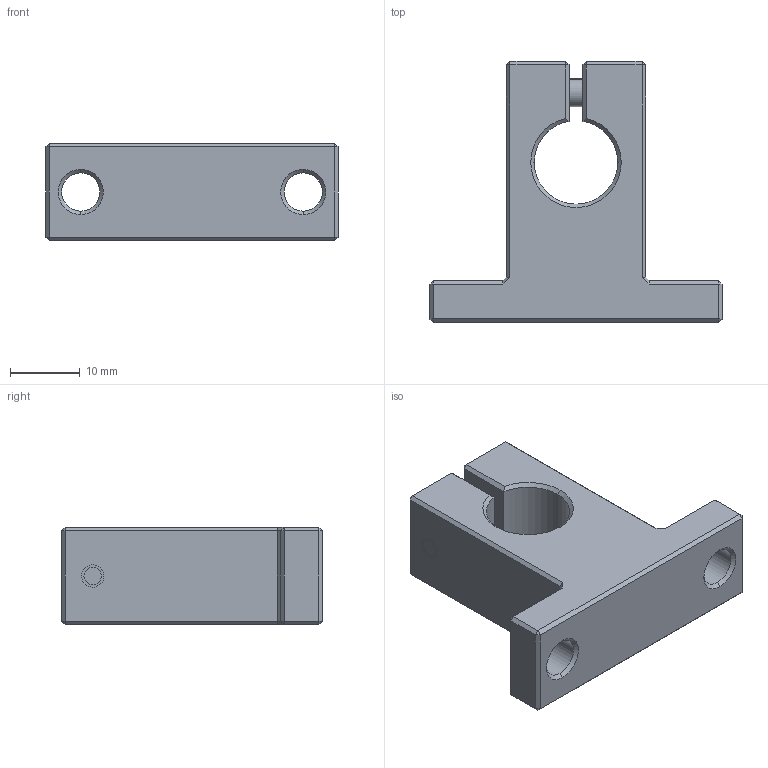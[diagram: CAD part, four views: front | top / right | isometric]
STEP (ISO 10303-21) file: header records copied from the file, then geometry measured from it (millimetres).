
FILE_DESCRIPTION (( 'STEP AP203' ), '1' );
FILE_NAME ('SK12.STEP', '2015-07-07T18:57:51', ( '' ), ( '' ), 'SwSTEP 2.0', 'SolidWorks 2014', '' );
FILE_SCHEMA (( 'CONFIG_CONTROL_DESIGN' ));
Length unit declared in the file: millimetre
Products named in the file (3): SK12; Shaft support SK12; m4x16
Assembly tree (2 placements, depth 2):
  SK12
    Shaft support SK12
    m4x16
Bounding box: 42 x 37.5 x 14 mm (x, y, z)
Volume: 10248.5 mm3; surface area: 4941.5 mm2
Topology: 2 solids, 2 shells, 120 faces, 264 edges, 149 vertices
Faces by surface type: plane 81, cone 18, cylinder 17, torus 4
Entity records: 3507 total; most frequent: DIRECTION 580, CARTESIAN_POINT 548, ORIENTED_EDGE 524, EDGE_CURVE 262, AXIS2_PLACEMENT_3D 197, LINE 186, VECTOR 186, VERTEX_POINT 149
